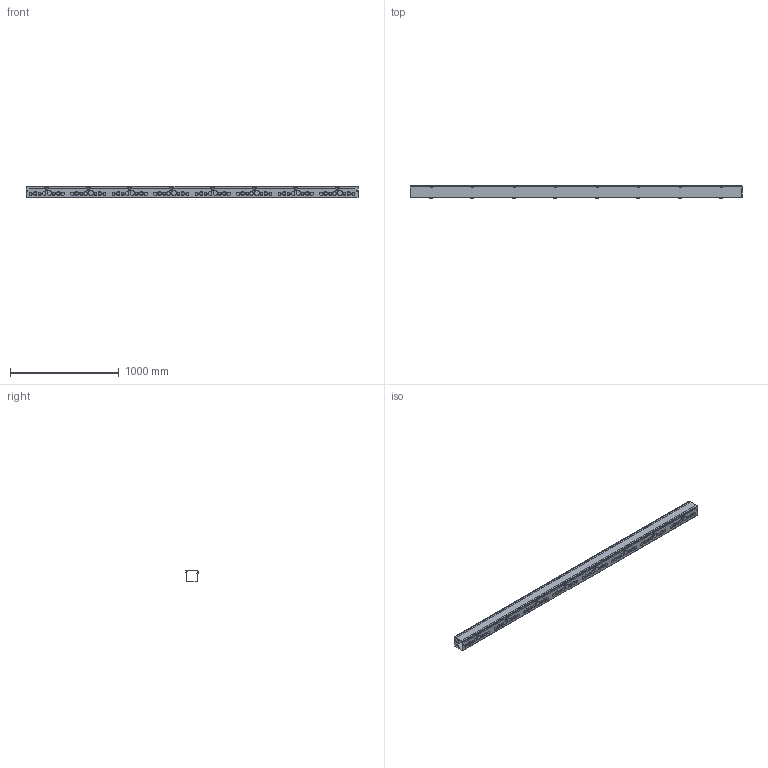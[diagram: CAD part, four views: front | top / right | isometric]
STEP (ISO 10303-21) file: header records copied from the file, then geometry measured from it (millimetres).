
FILE_DESCRIPTION(/* description */ ('HS_BLR 4X4X120'),/* implementation_level */ '2;1');
FILE_NAME(/* name */ 'HS4410.stp',/* time_stamp */ '2017-06-12T12:22:15+06:00',/* author */ ('vdas'),/* organization */ (''),/* preprocessor_version */ 'ST-DEVELOPER v16.1',/* originating_system */ 'Autodesk Inventor 2016',/* authorisation */ '');
FILE_SCHEMA (('AUTOMOTIVE_DESIGN { 1 0 10303 214 3 1 1 }'));
Length unit declared in the file: inch
Products named in the file (5): HS4410BLR; HS4410LID; 372141; 31816; HS4410
Assembly tree (26 placements, depth 2):
  HS4410
    HS4410BLR
    HS4410LID
    372141  x16
    31816  x8
Bounding box: 3048 x 114.71 x 109.79 mm (x, y, z)
Volume: 2386839 mm3; surface area: 2968363.2 mm2
Topology: 26 solids, 26 shells, 2187 faces, 5009 edges, 3082 vertices
Faces by surface type: plane 987, cylinder 540, cone 432, torus 208, bspline 20
Full cylindrical faces by diameter (mm): 4.089 x16, 4.595 x128, 6.35 x4, 7.938 x16, 22.225 x32, 28.575 x64, 28.6 x32, 34.925 x48, 44.45 x16
Entity records: 21670 total; most frequent: CARTESIAN_POINT 4002, DIRECTION 3615, ORIENTED_EDGE 2830, AXIS2_PLACEMENT_3D 1447, EDGE_CURVE 1415, EDGE_LOOP 1367, VERTEX_POINT 1084, FACE_OUTER_BOUND 794
